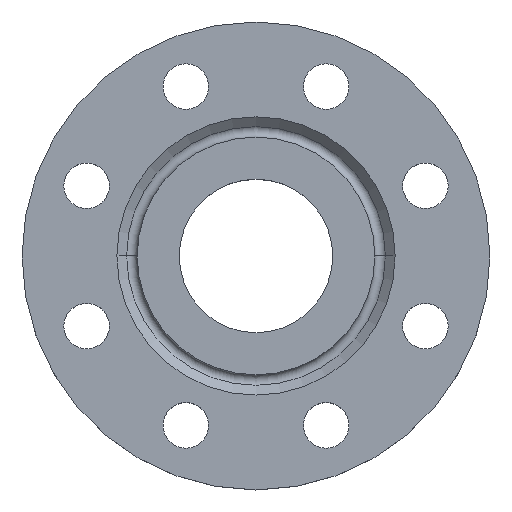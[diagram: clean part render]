
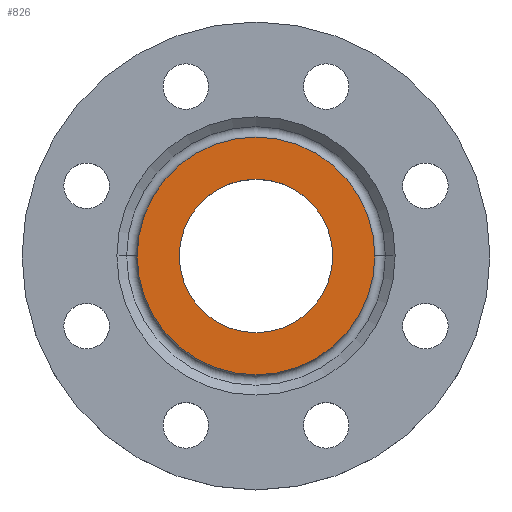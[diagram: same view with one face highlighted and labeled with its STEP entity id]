
A CAD part, top view. The second image highlights one B-rep face of the part: STEP entity #826.
In plain terms, the highlighted planar face has unit normal (0, 0, 1).
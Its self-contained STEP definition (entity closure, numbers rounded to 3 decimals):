
#25 = DIRECTION ( 'NONE',  ( 1., 0., 0. ) ) ;
#27 = DIRECTION ( 'NONE',  ( 0., 0., 1. ) ) ;
#29 = CARTESIAN_POINT ( 'NONE',  ( 0., 0., 0. ) ) ;
#30 = PLANE ( 'NONE',  #252 ) ;
#31 = FACE_OUTER_BOUND ( 'NONE', #531, .T. ) ;
#32 = FACE_BOUND ( 'NONE', #939, .T. ) ;
#55 = DIRECTION ( 'NONE',  ( 1., 0., 0. ) ) ;
#56 = DIRECTION ( 'NONE',  ( 0., 0., 1. ) ) ;
#57 = CARTESIAN_POINT ( 'NONE',  ( 0., 0., 0. ) ) ;
#60 = CARTESIAN_POINT ( 'NONE',  ( 47., 0., 0. ) ) ;
#185 = EDGE_CURVE ( 'NONE', #534, #793, #652, .T. ) ;
#252 = AXIS2_PLACEMENT_3D ( 'NONE', #29, #27, #25 ) ;
#264 = DIRECTION ( 'NONE',  ( -1., 0., 0. ) ) ;
#266 = DIRECTION ( 'NONE',  ( 0., 0., -1. ) ) ;
#267 = CARTESIAN_POINT ( 'NONE',  ( 0., 0., 0. ) ) ;
#272 = CARTESIAN_POINT ( 'NONE',  ( -47., 0., 0. ) ) ;
#315 = DIRECTION ( 'NONE',  ( 1., 0., 0. ) ) ;
#317 = DIRECTION ( 'NONE',  ( 0., 0., 1. ) ) ;
#318 = CARTESIAN_POINT ( 'NONE',  ( 0., 0., 0. ) ) ;
#470 = CIRCLE ( 'NONE', #533, 47. ) ;
#505 = EDGE_CURVE ( 'NONE', #1039, #982, #677, .T. ) ;
#531 = EDGE_LOOP ( 'NONE', ( #1038, #1041 ) ) ;
#533 = AXIS2_PLACEMENT_3D ( 'NONE', #267, #266, #264 ) ;
#534 = VERTEX_POINT ( 'NONE', #272 ) ;
#540 = EDGE_CURVE ( 'NONE', #793, #534, #470, .T. ) ;
#591 = CARTESIAN_POINT ( 'NONE',  ( 0., 0., 0. ) ) ;
#593 = DIRECTION ( 'NONE',  ( 0., 0., -1. ) ) ;
#595 = DIRECTION ( 'NONE',  ( -1., 0., 0. ) ) ;
#618 = AXIS2_PLACEMENT_3D ( 'NONE', #591, #593, #595 ) ;
#652 = CIRCLE ( 'NONE', #618, 47. ) ;
#653 = AXIS2_PLACEMENT_3D ( 'NONE', #57, #56, #55 ) ;
#654 = CIRCLE ( 'NONE', #653, 30.335 ) ;
#676 = CARTESIAN_POINT ( 'NONE',  ( 30.335, 0., 0. ) ) ;
#677 = CIRCLE ( 'NONE', #797, 30.335 ) ;
#793 = VERTEX_POINT ( 'NONE', #60 ) ;
#797 = AXIS2_PLACEMENT_3D ( 'NONE', #318, #317, #315 ) ;
#804 = EDGE_CURVE ( 'NONE', #982, #1039, #654, .T. ) ;
#826 = ADVANCED_FACE ( 'NONE', ( #32, #31 ), #30, .T. ) ;
#905 = CARTESIAN_POINT ( 'NONE',  ( -30.335, 0., 0. ) ) ;
#939 = EDGE_LOOP ( 'NONE', ( #1035, #1036 ) ) ;
#982 = VERTEX_POINT ( 'NONE', #676 ) ;
#1035 = ORIENTED_EDGE ( 'NONE', *, *, #804, .F. ) ;
#1036 = ORIENTED_EDGE ( 'NONE', *, *, #505, .F. ) ;
#1038 = ORIENTED_EDGE ( 'NONE', *, *, #185, .F. ) ;
#1039 = VERTEX_POINT ( 'NONE', #905 ) ;
#1041 = ORIENTED_EDGE ( 'NONE', *, *, #540, .F. ) ;
